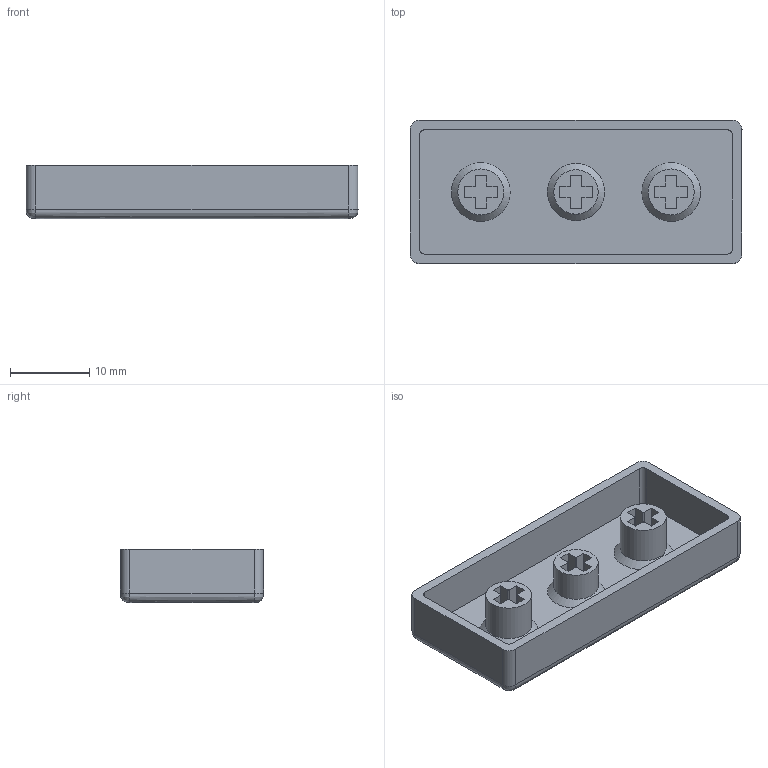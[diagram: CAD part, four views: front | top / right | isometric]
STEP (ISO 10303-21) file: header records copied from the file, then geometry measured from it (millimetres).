
FILE_DESCRIPTION(('HOOPS Exchange Step'),'2;1');
FILE_NAME('temp_export','2024-02-25T16:21:45-05:00',('jscotto'),('Shapr3D Limited'),'HOOPS Exchange 2023.2','Shapr3D','Authorized');
FILE_SCHEMA( ('AUTOMOTIVE_DESIGN { 1 0 10303 214 1 1 1 1 }') );
Length unit declared in the file: millimetre
Products named in the file (1): 2.25u
Bounding box: 41.86 x 18.05 x 6.7 mm (x, y, z)
Volume: 1901.2 mm3; surface area: 3358.2 mm2
Topology: 1 solids, 1 shells, 87 faces, 232 edges, 150 vertices
Faces by surface type: plane 53, cylinder 23, bspline 8, cone 3
Full cylindrical faces by diameter (mm): 5.6 x1, 5.8 x2
Entity records: 3190 total; most frequent: CARTESIAN_POINT 1004, ORIENTED_EDGE 456, DIRECTION 436, EDGE_CURVE 228, VECTOR 160, LINE 160, VERTEX_POINT 150, AXIS2_PLACEMENT_3D 138
